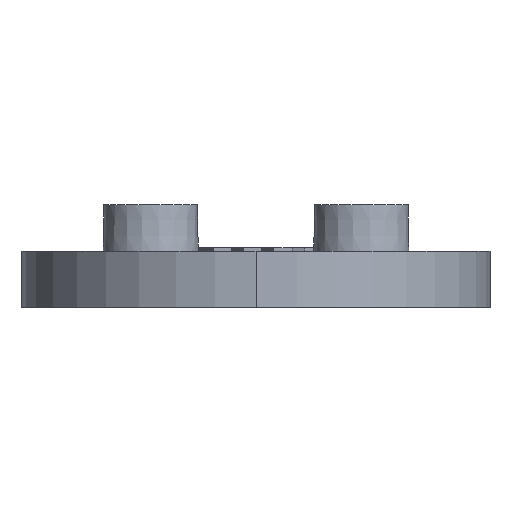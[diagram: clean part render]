
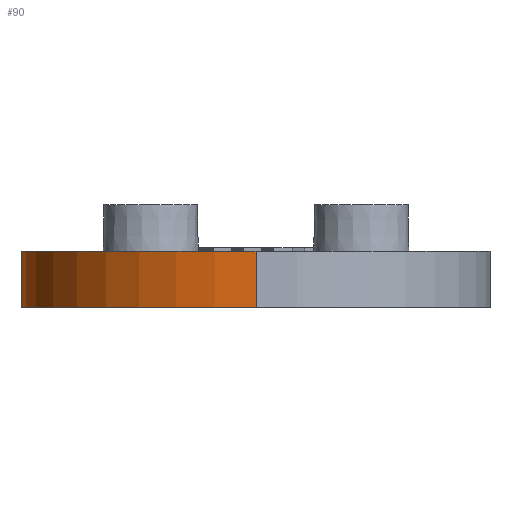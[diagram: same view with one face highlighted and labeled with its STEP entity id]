
A CAD part, left-side view. The second image highlights one B-rep face of the part: STEP entity #90.
In plain terms, the highlighted cylindrical face has radius 12.5 mm (diameter 25 mm), a partial arc.
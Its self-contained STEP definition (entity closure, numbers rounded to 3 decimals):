
#90 = ADVANCED_FACE( '', ( #190 ), #191, .T. );
#190 = FACE_OUTER_BOUND( '', #347, .T. );
#191 = CYLINDRICAL_SURFACE( '', #348, 12.5 );
#347 = EDGE_LOOP( '', ( #640, #641, #642, #643 ) );
#348 = AXIS2_PLACEMENT_3D( '', #644, #645, #646 );
#640 = ORIENTED_EDGE( '', *, *, #1104, .T. );
#641 = ORIENTED_EDGE( '', *, *, #1062, .F. );
#642 = ORIENTED_EDGE( '', *, *, #1053, .F. );
#643 = ORIENTED_EDGE( '', *, *, #1130, .T. );
#644 = CARTESIAN_POINT( '', ( -19.5, 0., 0. ) );
#645 = DIRECTION( '', ( 0., 0., -1. ) );
#646 = DIRECTION( '', ( 0., -1., 0. ) );
#1053 = EDGE_CURVE( '', #1253, #1244, #1255, .T. );
#1062 = EDGE_CURVE( '', #1244, #1268, #1272, .T. );
#1104 = EDGE_CURVE( '', #1353, #1268, #1354, .T. );
#1130 = EDGE_CURVE( '', #1253, #1353, #1394, .T. );
#1244 = VERTEX_POINT( '', #1552 );
#1253 = VERTEX_POINT( '', #1563 );
#1255 = CIRCLE( '', #1565, 12.5 );
#1268 = VERTEX_POINT( '', #1584 );
#1272 = LINE( '', #1590, #1591 );
#1353 = VERTEX_POINT( '', #1704 );
#1354 = CIRCLE( '', #1705, 12.5 );
#1394 = LINE( '', #1762, #1763 );
#1552 = CARTESIAN_POINT( '', ( -19.5, 12.5, 0. ) );
#1563 = CARTESIAN_POINT( '', ( -32., 0., 0. ) );
#1565 = AXIS2_PLACEMENT_3D( '', #1995, #1996, #1997 );
#1584 = CARTESIAN_POINT( '', ( -19.5, 12.5, 3. ) );
#1590 = CARTESIAN_POINT( '', ( -19.5, 12.5, 0. ) );
#1591 = VECTOR( '', #2006, 1000. );
#1704 = CARTESIAN_POINT( '', ( -32., 0., 3. ) );
#1705 = AXIS2_PLACEMENT_3D( '', #2066, #2067, #2068 );
#1762 = CARTESIAN_POINT( '', ( -32., 0., 0. ) );
#1763 = VECTOR( '', #2110, 1000. );
#1995 = CARTESIAN_POINT( '', ( -19.5, 0., 0. ) );
#1996 = DIRECTION( '', ( 0., 0., -1. ) );
#1997 = DIRECTION( '', ( 0., 1., 0. ) );
#2006 = DIRECTION( '', ( 0., 0., 1. ) );
#2066 = CARTESIAN_POINT( '', ( -19.5, 0., 3. ) );
#2067 = DIRECTION( '', ( 0., 0., -1. ) );
#2068 = DIRECTION( '', ( 0., 1., 0. ) );
#2110 = DIRECTION( '', ( 0., 0., 1. ) );
